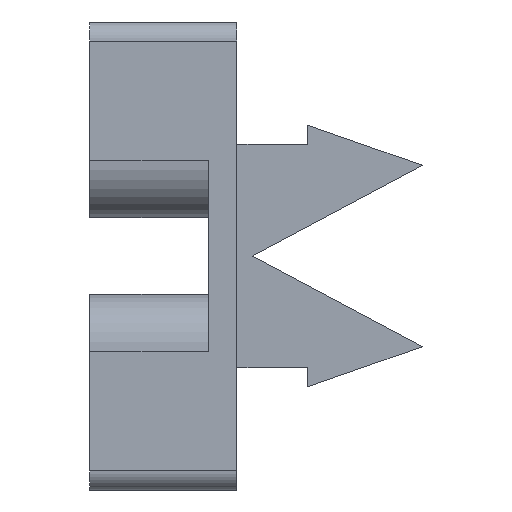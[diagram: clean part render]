
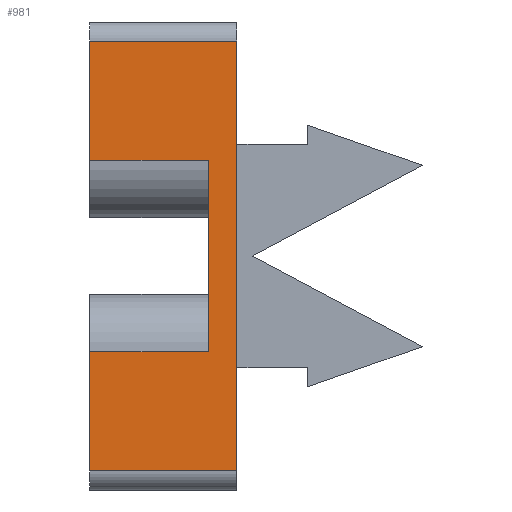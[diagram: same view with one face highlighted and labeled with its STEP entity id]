
A CAD part, left-side view. The second image highlights one B-rep face of the part: STEP entity #981.
In plain terms, the highlighted planar face has unit normal (-1, 0, 0).
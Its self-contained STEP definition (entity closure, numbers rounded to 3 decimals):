
#29=PLANE('',#1065);
#80=FACE_OUTER_BOUND('',#135,.T.);
#135=EDGE_LOOP('',(#739,#740,#741,#742,#743,#744,#745,#746));
#188=LINE('',#1411,#313);
#198=LINE('',#1442,#323);
#206=LINE('',#1462,#331);
#209=LINE('',#1471,#334);
#210=LINE('',#1473,#335);
#211=LINE('',#1475,#336);
#212=LINE('',#1477,#337);
#213=LINE('',#1478,#338);
#313=VECTOR('',#1138,10.);
#323=VECTOR('',#1166,10.);
#331=VECTOR('',#1184,10.);
#334=VECTOR('',#1193,10.);
#335=VECTOR('',#1196,10.);
#336=VECTOR('',#1197,10.);
#337=VECTOR('',#1198,10.);
#338=VECTOR('',#1199,10.);
#454=VERTEX_POINT('',#1408);
#455=VERTEX_POINT('',#1410);
#466=VERTEX_POINT('',#1439);
#473=VERTEX_POINT('',#1458);
#474=VERTEX_POINT('',#1460);
#477=VERTEX_POINT('',#1469);
#478=VERTEX_POINT('',#1474);
#479=VERTEX_POINT('',#1476);
#551=EDGE_CURVE('',#454,#455,#188,.T.);
#566=EDGE_CURVE('',#466,#454,#198,.T.);
#576=EDGE_CURVE('',#473,#474,#206,.T.);
#581=EDGE_CURVE('',#477,#474,#209,.T.);
#582=EDGE_CURVE('',#466,#473,#210,.T.);
#583=EDGE_CURVE('',#478,#477,#211,.T.);
#584=EDGE_CURVE('',#479,#478,#212,.T.);
#585=EDGE_CURVE('',#479,#455,#213,.T.);
#739=ORIENTED_EDGE('',*,*,#582,.T.);
#740=ORIENTED_EDGE('',*,*,#576,.T.);
#741=ORIENTED_EDGE('',*,*,#581,.F.);
#742=ORIENTED_EDGE('',*,*,#583,.F.);
#743=ORIENTED_EDGE('',*,*,#584,.F.);
#744=ORIENTED_EDGE('',*,*,#585,.T.);
#745=ORIENTED_EDGE('',*,*,#551,.F.);
#746=ORIENTED_EDGE('',*,*,#566,.F.);
#981=ADVANCED_FACE('',(#80),#29,.T.);
#1065=AXIS2_PLACEMENT_3D('',#1472,#1194,#1195);
#1138=DIRECTION('',(0.,0.,1.));
#1166=DIRECTION('',(0.,1.,0.));
#1184=DIRECTION('',(0.,1.,0.));
#1193=DIRECTION('',(0.,0.,1.));
#1194=DIRECTION('center_axis',(-1.,0.,0.));
#1195=DIRECTION('ref_axis',(0.,0.,-1.));
#1196=DIRECTION('',(0.,0.,-1.));
#1197=DIRECTION('',(0.,1.,0.));
#1198=DIRECTION('',(0.,0.,-1.));
#1199=DIRECTION('',(0.,1.,0.));
#1408=CARTESIAN_POINT('',(-5.,3.1,0.75));
#1410=CARTESIAN_POINT('',(-5.,3.1,3.875));
#1411=CARTESIAN_POINT('',(-5.,3.1,3.875));
#1439=CARTESIAN_POINT('',(-5.,0.,0.75));
#1442=CARTESIAN_POINT('',(-5.,0.,0.75));
#1458=CARTESIAN_POINT('',(-5.,0.,-4.25));
#1460=CARTESIAN_POINT('',(-5.,3.1,-4.25));
#1462=CARTESIAN_POINT('',(-5.,0.,-4.25));
#1469=CARTESIAN_POINT('',(-5.,3.1,-7.375));
#1471=CARTESIAN_POINT('',(-5.,3.1,-4.25));
#1472=CARTESIAN_POINT('Origin',(-5.,0.,3.875));
#1473=CARTESIAN_POINT('',(-5.,0.,-4.25));
#1474=CARTESIAN_POINT('',(-5.,-0.75,-7.375));
#1475=CARTESIAN_POINT('',(-5.,0.,-7.375));
#1476=CARTESIAN_POINT('',(-5.,-0.75,3.875));
#1477=CARTESIAN_POINT('',(-5.,-0.75,-4.25));
#1478=CARTESIAN_POINT('',(-5.,0.,3.875));
